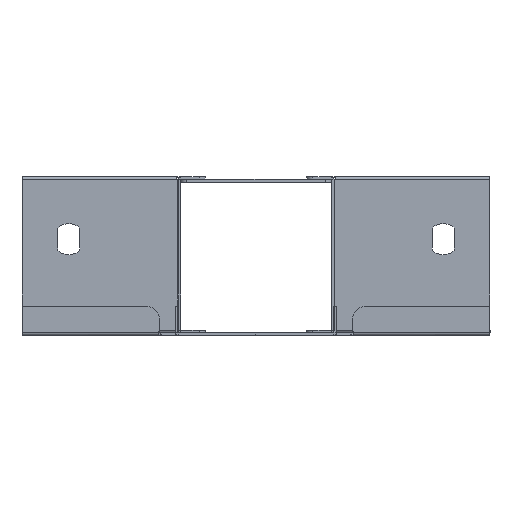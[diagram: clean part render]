
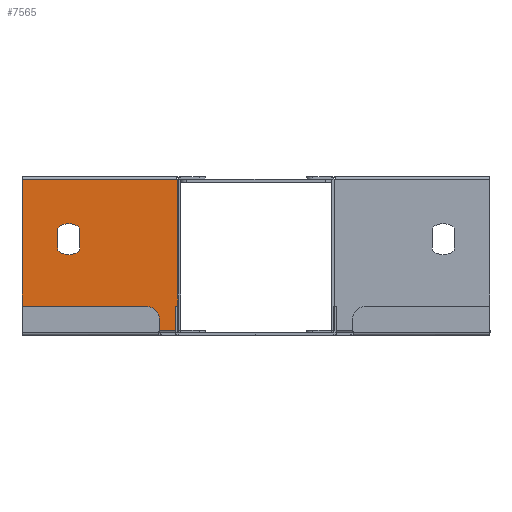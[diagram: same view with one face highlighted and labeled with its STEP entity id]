
A CAD part, front view. The second image highlights one B-rep face of the part: STEP entity #7565.
In plain terms, the highlighted face is planar.
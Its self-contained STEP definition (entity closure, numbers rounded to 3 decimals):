
#1037 = EDGE_CURVE ( 'NONE', #7548, #7532, #1843, .T. ) ;
#1039 = EDGE_CURVE ( 'NONE', #6950, #5025, #1847, .T. ) ;
#1040 = EDGE_CURVE ( 'NONE', #5022, #6950, #1845, .T. ) ;
#1041 = EDGE_CURVE ( 'NONE', #7550, #5022, #1848, .T. ) ;
#1042 = EDGE_CURVE ( 'NONE', #5025, #7550, #1849, .T. ) ;
#1043 = EDGE_CURVE ( 'NONE', #7532, #5016, #1851, .T. ) ;
#1044 = EDGE_CURVE ( 'NONE', #5016, #5049, #1852, .T. ) ;
#1045 = EDGE_CURVE ( 'NONE', #5049, #6951, #1854, .T. ) ;
#1046 = EDGE_CURVE ( 'NONE', #5004, #6951, #1855, .T. ) ;
#1047 = EDGE_CURVE ( 'NONE', #7548, #5004, #1844, .T. ) ;
#1843 = CIRCLE ( 'NONE', #5573, 0.35 ) ;
#1844 = LINE ( 'NONE', #7832, #1860 ) ;
#1845 = CIRCLE ( 'NONE', #5574, 5. ) ;
#1846 = VECTOR ( 'NONE', #7814, 1000. ) ;
#1847 = LINE ( 'NONE', #7803, #1846 ) ;
#1848 = LINE ( 'NONE', #7813, #1850 ) ;
#1849 = CIRCLE ( 'NONE', #5575, 5. ) ;
#1850 = VECTOR ( 'NONE', #7820, 1000. ) ;
#1851 = LINE ( 'NONE', #7811, #1853 ) ;
#1852 = CIRCLE ( 'NONE', #5576, 0.35 ) ;
#1853 = VECTOR ( 'NONE', #7810, 1000. ) ;
#1854 = LINE ( 'NONE', #7806, #1856 ) ;
#1855 = LINE ( 'NONE', #7830, #1858 ) ;
#1856 = VECTOR ( 'NONE', #7805, 1000. ) ;
#1858 = VECTOR ( 'NONE', #5002, 1000. ) ;
#1860 = VECTOR ( 'NONE', #5001, 1000. ) ;
#2193 = DIRECTION ( 'NONE',  ( 0., 0., 1. ) ) ;
#2194 = DIRECTION ( 'NONE',  ( -1., 0., 0. ) ) ;
#2195 = CARTESIAN_POINT ( 'NONE',  ( -22.604, -25.878, -0.002 ) ) ;
#2623 = CARTESIAN_POINT ( 'NONE',  ( -22.604, 22.514, -50.002 ) ) ;
#2631 = CARTESIAN_POINT ( 'NONE',  ( -22.604, -25.528, -0.01 ) ) ;
#2637 = CARTESIAN_POINT ( 'NONE',  ( -22.604, -3.18, -38.573 ) ) ;
#2640 = CARTESIAN_POINT ( 'NONE',  ( -22.604, -10.18, -31.431 ) ) ;
#2664 = CARTESIAN_POINT ( 'NONE',  ( -22.604, -25.87, -0.352 ) ) ;
#2904 = CARTESIAN_POINT ( 'NONE',  ( -22.604, -3.18, -31.431 ) ) ;
#2905 = CARTESIAN_POINT ( 'NONE',  ( -22.604, -25.87, -50.002 ) ) ;
#2941 = CARTESIAN_POINT ( 'NONE',  ( -22.604, 22.172, -0.01 ) ) ;
#2977 = CARTESIAN_POINT ( 'NONE',  ( -22.604, 22.514, -0.352 ) ) ;
#2980 = CARTESIAN_POINT ( 'NONE',  ( -22.604, -10.18, -38.573 ) ) ;
#3026 = CARTESIAN_POINT ( 'NONE',  ( -22.604, 28.522, -48.002 ) ) ;
#3029 = PLANE ( 'NONE',  #5679 ) ;
#3031 = DIRECTION ( 'NONE',  ( -1., 0., 0. ) ) ;
#3032 = DIRECTION ( 'NONE',  ( 0., 0., 1. ) ) ;
#4119 = FACE_BOUND ( 'NONE', #7953, .T. ) ;
#4134 = FACE_OUTER_BOUND ( 'NONE', #7954, .T. ) ;
#5001 = DIRECTION ( 'NONE',  ( 0., 0., -1. ) ) ;
#5002 = DIRECTION ( 'NONE',  ( 0., -1., 0. ) ) ;
#5004 = VERTEX_POINT ( 'NONE', #2623 ) ;
#5016 = VERTEX_POINT ( 'NONE', #2631 ) ;
#5022 = VERTEX_POINT ( 'NONE', #2637 ) ;
#5025 = VERTEX_POINT ( 'NONE', #2640 ) ;
#5049 = VERTEX_POINT ( 'NONE', #2664 ) ;
#5573 = AXIS2_PLACEMENT_3D ( 'NONE', #7819, #7817, #7816 ) ;
#5574 = AXIS2_PLACEMENT_3D ( 'NONE', #7809, #7808, #7807 ) ;
#5575 = AXIS2_PLACEMENT_3D ( 'NONE', #7804, #7802, #7801 ) ;
#5576 = AXIS2_PLACEMENT_3D ( 'NONE', #2195, #2194, #2193 ) ;
#5679 = AXIS2_PLACEMENT_3D ( 'NONE', #3026, #3031, #3032 ) ;
#5816 = ORIENTED_EDGE ( 'NONE', *, *, #1039, .F. ) ;
#5817 = ORIENTED_EDGE ( 'NONE', *, *, #1040, .F. ) ;
#5818 = ORIENTED_EDGE ( 'NONE', *, *, #1041, .F. ) ;
#5819 = ORIENTED_EDGE ( 'NONE', *, *, #1042, .F. ) ;
#5820 = ORIENTED_EDGE ( 'NONE', *, *, #1037, .T. ) ;
#5821 = ORIENTED_EDGE ( 'NONE', *, *, #1043, .T. ) ;
#5822 = ORIENTED_EDGE ( 'NONE', *, *, #1044, .T. ) ;
#5823 = ORIENTED_EDGE ( 'NONE', *, *, #1045, .T. ) ;
#5824 = ORIENTED_EDGE ( 'NONE', *, *, #1046, .F. ) ;
#5825 = ORIENTED_EDGE ( 'NONE', *, *, #1047, .F. ) ;
#6950 = VERTEX_POINT ( 'NONE', #2904 ) ;
#6951 = VERTEX_POINT ( 'NONE', #2905 ) ;
#7532 = VERTEX_POINT ( 'NONE', #2941 ) ;
#7548 = VERTEX_POINT ( 'NONE', #2977 ) ;
#7550 = VERTEX_POINT ( 'NONE', #2980 ) ;
#7565 = ADVANCED_FACE ( 'NONE', ( #4119, #4134 ), #3029, .F. ) ;
#7801 = DIRECTION ( 'NONE',  ( 0., 0., -1. ) ) ;
#7802 = DIRECTION ( 'NONE',  ( 1., 0., 0. ) ) ;
#7803 = CARTESIAN_POINT ( 'NONE',  ( -22.604, -10.18, -31.431 ) ) ;
#7804 = CARTESIAN_POINT ( 'NONE',  ( -22.604, -6.68, -35.002 ) ) ;
#7805 = DIRECTION ( 'NONE',  ( 0., 0., -1. ) ) ;
#7806 = CARTESIAN_POINT ( 'NONE',  ( -22.604, -25.87, -48.002 ) ) ;
#7807 = DIRECTION ( 'NONE',  ( 0., 0., -1. ) ) ;
#7808 = DIRECTION ( 'NONE',  ( 1., 0., 0. ) ) ;
#7809 = CARTESIAN_POINT ( 'NONE',  ( -22.604, -6.68, -35.002 ) ) ;
#7810 = DIRECTION ( 'NONE',  ( 0., -1., 0. ) ) ;
#7811 = CARTESIAN_POINT ( 'NONE',  ( -22.604, 28.522, -0.01 ) ) ;
#7813 = CARTESIAN_POINT ( 'NONE',  ( -22.604, -10.18, -38.573 ) ) ;
#7814 = DIRECTION ( 'NONE',  ( 0., -1., 0. ) ) ;
#7816 = DIRECTION ( 'NONE',  ( 0., 0., -1. ) ) ;
#7817 = DIRECTION ( 'NONE',  ( -1., 0., 0. ) ) ;
#7819 = CARTESIAN_POINT ( 'NONE',  ( -22.604, 22.522, -0.002 ) ) ;
#7820 = DIRECTION ( 'NONE',  ( 0., 1., 0. ) ) ;
#7830 = CARTESIAN_POINT ( 'NONE',  ( -22.604, 28.522, -50.002 ) ) ;
#7832 = CARTESIAN_POINT ( 'NONE',  ( -22.604, 22.514, -48.002 ) ) ;
#7953 = EDGE_LOOP ( 'NONE', ( #5816, #5817, #5818, #5819 ) ) ;
#7954 = EDGE_LOOP ( 'NONE', ( #5820, #5821, #5822, #5823, #5824, #5825 ) ) ;
